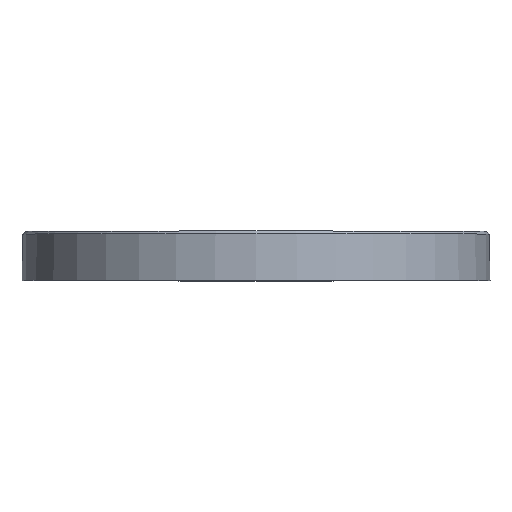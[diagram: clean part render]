
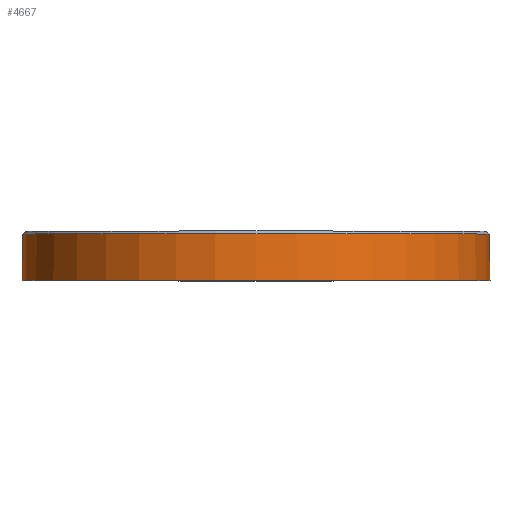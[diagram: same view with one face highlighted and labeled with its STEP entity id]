
A CAD part, top view. The second image highlights one B-rep face of the part: STEP entity #4667.
In plain terms, the highlighted conical face has half-angle 1 degrees and reference radius 53.975 mm.
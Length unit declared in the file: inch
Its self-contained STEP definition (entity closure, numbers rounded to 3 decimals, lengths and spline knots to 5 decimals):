
#356=FACE_OUTER_BOUND('',#605,.T.);
#605=EDGE_LOOP('',(#3225,#3226,#3227,#3228,#3229,#3230));
#906=LINE('',#7059,#1259);
#1259=VECTOR('',#5590,2.125);
#1631=CIRCLE('',#4963,2.11763);
#1634=CIRCLE('',#4966,2.11763);
#1637=CIRCLE('',#4971,2.125);
#1638=CIRCLE('',#4972,2.125);
#1956=VERTEX_POINT('',#7040);
#1957=VERTEX_POINT('',#7041);
#1962=VERTEX_POINT('',#7056);
#1963=VERTEX_POINT('',#7057);
#2474=EDGE_CURVE('',#1956,#1957,#1631,.T.);
#2478=EDGE_CURVE('',#1957,#1956,#1634,.T.);
#2482=EDGE_CURVE('',#1962,#1963,#1637,.T.);
#2483=EDGE_CURVE('',#1963,#1957,#906,.T.);
#2484=EDGE_CURVE('',#1963,#1962,#1638,.T.);
#3225=ORIENTED_EDGE('',*,*,#2482,.T.);
#3226=ORIENTED_EDGE('',*,*,#2483,.T.);
#3227=ORIENTED_EDGE('',*,*,#2474,.F.);
#3228=ORIENTED_EDGE('',*,*,#2478,.F.);
#3229=ORIENTED_EDGE('',*,*,#2483,.F.);
#3230=ORIENTED_EDGE('',*,*,#2484,.T.);
#4638=CONICAL_SURFACE('',#4970,2.125,0.017);
#4667=ADVANCED_FACE('',(#356),#4638,.T.);
#4963=AXIS2_PLACEMENT_3D('',#7042,#5570,#5571);
#4966=AXIS2_PLACEMENT_3D('',#7048,#5577,#5578);
#4970=AXIS2_PLACEMENT_3D('',#7055,#5586,#5587);
#4971=AXIS2_PLACEMENT_3D('',#7058,#5588,#5589);
#4972=AXIS2_PLACEMENT_3D('',#7060,#5591,#5592);
#5570=DIRECTION('center_axis',(0.,1.,0.));
#5571=DIRECTION('ref_axis',(0.,0.,-1.));
#5577=DIRECTION('center_axis',(0.,1.,0.));
#5578=DIRECTION('ref_axis',(0.,0.,-1.));
#5586=DIRECTION('center_axis',(0.,-1.,0.));
#5587=DIRECTION('ref_axis',(0.,0.,-1.));
#5588=DIRECTION('center_axis',(0.,1.,0.));
#5589=DIRECTION('ref_axis',(0.,0.,-1.));
#5590=DIRECTION('',(0.,1.,-0.017));
#5591=DIRECTION('center_axis',(0.,1.,0.));
#5592=DIRECTION('ref_axis',(0.,0.,-1.));
#7040=CARTESIAN_POINT('',(0.,0.42213,-2.11763));
#7041=CARTESIAN_POINT('',(0.,0.42213,2.11763));
#7042=CARTESIAN_POINT('Origin',(0.,0.42213,
0.));
#7048=CARTESIAN_POINT('Origin',(0.,0.42213,
0.));
#7055=CARTESIAN_POINT('Origin',(0.,0.,0.));
#7056=CARTESIAN_POINT('',(0.,0.,-2.125));
#7057=CARTESIAN_POINT('',(0.,0.,2.125));
#7058=CARTESIAN_POINT('Origin',(0.,0.,0.));
#7059=CARTESIAN_POINT('',(0.,0.,2.125));
#7060=CARTESIAN_POINT('Origin',(0.,0.,0.));
